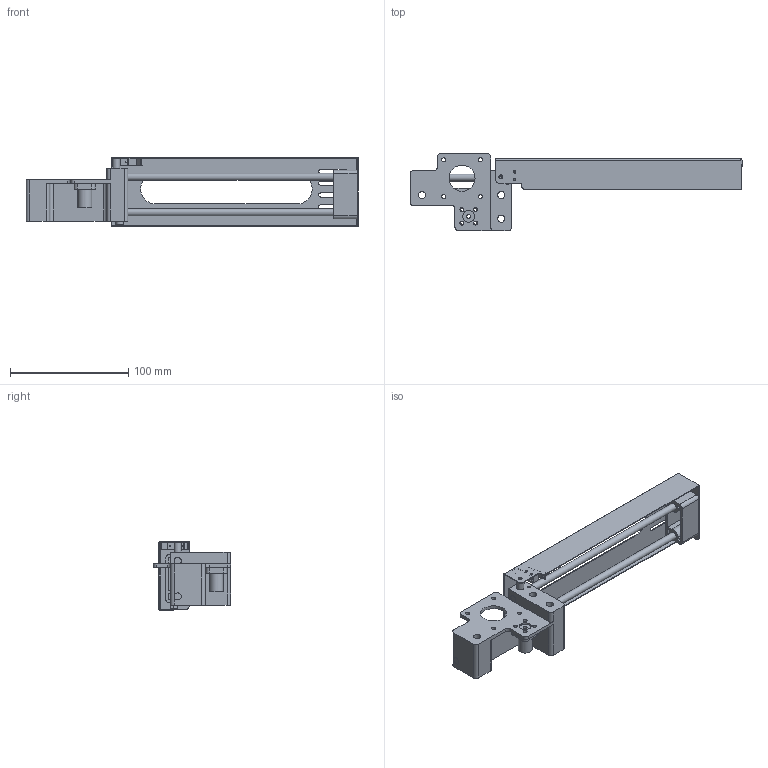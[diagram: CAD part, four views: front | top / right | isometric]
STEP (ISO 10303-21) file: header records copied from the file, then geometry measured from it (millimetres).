
FILE_DESCRIPTION(/* description */ (''),/* implementation_level */ '2;1');
FILE_NAME(/* name */ 'X Axis v8.step',/* time_stamp */ '2019-07-13T15:26:30-07:00',/* author */ (''),/* organization */ (''),/* preprocessor_version */ 'ST-DEVELOPER v18',/* originating_system */ 'Autodesk Translation Framework v8.2.0.1029',/* authorisation */ '');
FILE_SCHEMA (('AUTOMOTIVE_DESIGN { 1 0 10303 214 3 1 1 }'));
Length unit declared in the file: millimetre
Products named in the file (18): X Axis; X Axis_1; Z Linear Rods; X Linear Rods; Short; Long; X End Bracket; X End Bracket_1; X Axis Cover; X Axis Cover_1; Z Carriage; Z Carriage_1; Endstop Switch; Endstop Switch_1; Microswitch; Lever; Lead Srew Nut; Lead Srew Nut_1
Assembly tree (17 placements, depth 6):
  X Axis
    X Axis_1
      Z Linear Rods
        X Linear Rods
          Short
          Long
      X End Bracket
        X End Bracket_1
      X Axis Cover
        X Axis Cover_1
      Z Carriage
        Z Carriage_1
      Endstop Switch
        Endstop Switch_1
          Microswitch
            Lever
      Lead Srew Nut
        Lead Srew Nut_1
Bounding box: 280.52 x 65.2 x 58.25 mm (x, y, z)
Volume: 103043.3 mm3; surface area: 77962.7 mm2
Topology: 13 solids, 13 shells, 265 faces, 653 edges, 421 vertices
Faces by surface type: plane 156, cylinder 109
Full cylindrical faces by diameter (mm): 0.75 x6, 2 x2, 2.05 x2, 2.5 x4, 2.529 x4, 3 x2, 3.15 x2, 3.2 x1, 3.3 x4, 3.332 x1, 3.4 x3, 3.45 x4, 5.9 x1, 6 x11, 9.8 x1, 10 x2, 11.8 x1, 22 x1
Entity records: 8489 total; most frequent: DIRECTION 1483, CARTESIAN_POINT 1374, ORIENTED_EDGE 1306, EDGE_CURVE 653, AXIS2_PLACEMENT_3D 530, LINE 423, VECTOR 423, VERTEX_POINT 421
